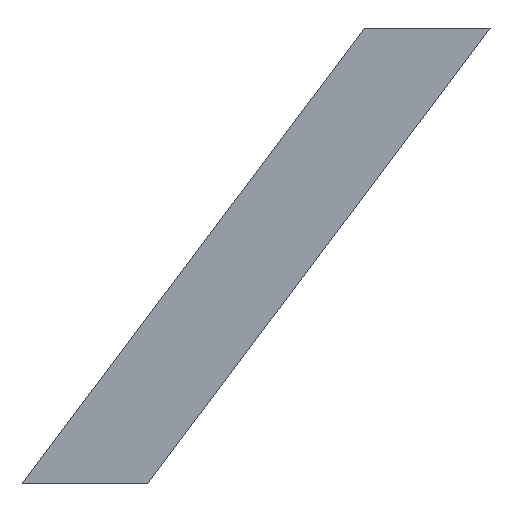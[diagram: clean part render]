
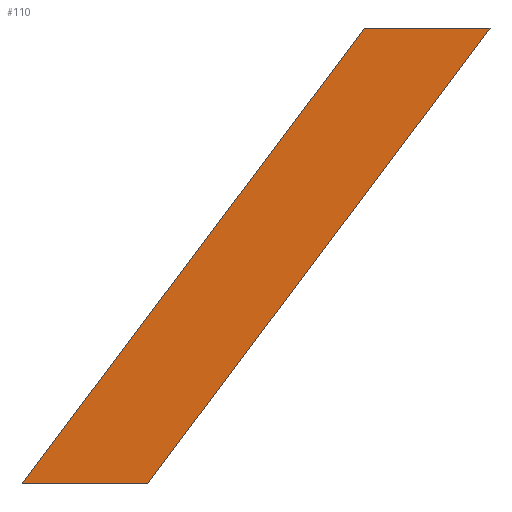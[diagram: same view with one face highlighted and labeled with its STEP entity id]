
A CAD part, front view. The second image highlights one B-rep face of the part: STEP entity #110.
In plain terms, the highlighted planar face has unit normal (0, -1, 0).
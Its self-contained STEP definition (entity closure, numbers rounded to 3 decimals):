
#24=FACE_OUTER_BOUND('',#30,.T.);
#30=EDGE_LOOP('',(#95,#96,#97,#98));
#33=LINE('',#172,#45);
#36=LINE('',#178,#48);
#39=LINE('',#184,#51);
#42=LINE('',#188,#54);
#45=VECTOR('',#141,10.);
#48=VECTOR('',#146,10.);
#51=VECTOR('',#151,10.);
#54=VECTOR('',#156,10.);
#57=VERTEX_POINT('',#169);
#58=VERTEX_POINT('',#171);
#60=VERTEX_POINT('',#177);
#62=VERTEX_POINT('',#183);
#65=EDGE_CURVE('',#58,#57,#33,.T.);
#68=EDGE_CURVE('',#60,#58,#36,.T.);
#71=EDGE_CURVE('',#62,#60,#39,.T.);
#74=EDGE_CURVE('',#57,#62,#42,.T.);
#95=ORIENTED_EDGE('',*,*,#74,.T.);
#96=ORIENTED_EDGE('',*,*,#71,.T.);
#97=ORIENTED_EDGE('',*,*,#68,.T.);
#98=ORIENTED_EDGE('',*,*,#65,.T.);
#104=PLANE('',#131);
#110=ADVANCED_FACE('',(#24),#104,.T.);
#131=AXIS2_PLACEMENT_3D('',#190,#159,#160);
#141=DIRECTION('',(-1.,0.,0.));
#146=DIRECTION('',(0.601,0.,0.8));
#151=DIRECTION('',(1.,0.,0.));
#156=DIRECTION('',(-0.601,0.,-0.8));
#159=DIRECTION('center_axis',(0.,-1.,0.));
#160=DIRECTION('ref_axis',(0.,0.,-1.));
#169=CARTESIAN_POINT('',(330.142,157.4,59.155));
#171=CARTESIAN_POINT('',(335.695,157.4,59.155));
#172=CARTESIAN_POINT('',(335.695,157.4,59.155));
#177=CARTESIAN_POINT('',(320.552,157.4,39.));
#178=CARTESIAN_POINT('',(320.552,157.4,39.));
#183=CARTESIAN_POINT('',(315.,157.4,39.));
#184=CARTESIAN_POINT('',(315.,157.4,39.));
#188=CARTESIAN_POINT('',(315.,157.4,39.));
#190=CARTESIAN_POINT('Origin',(325.347,157.4,49.077));
